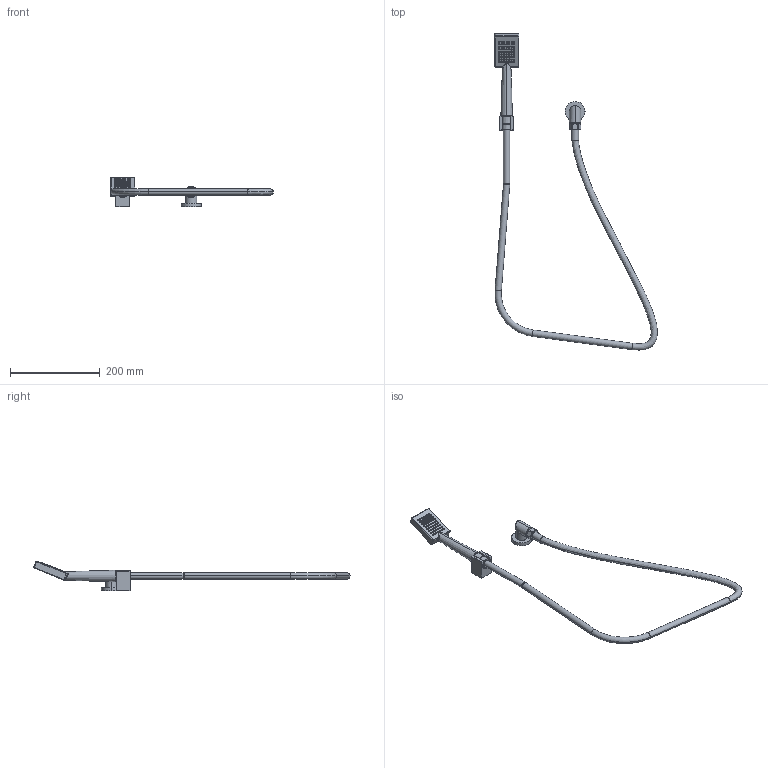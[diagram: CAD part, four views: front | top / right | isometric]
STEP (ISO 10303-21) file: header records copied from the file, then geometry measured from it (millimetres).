
FILE_DESCRIPTION((''),'2;1');
FILE_NAME('280J','2023-02-16T09:31:13',('rsmith'),(''),'CREO PARAMETRIC BY PTC INC, 2019352','CREO PARAMETRIC BY PTC INC, 2019352','');
FILE_SCHEMA(('CONFIG_CONTROL_DESIGN'));
Length unit declared in the file: inch
Products named in the file (1): 280J
Bounding box: 362.56 x 703.57 x 66.04 mm (x, y, z)
Volume: 400651.5 mm3; surface area: 98025.4 mm2
Topology: 3 solids, 3 shells, 676 faces, 1376 edges, 843 vertices
Faces by surface type: cylinder 316, plane 162, cone 136, bspline 22, sphere 20, torus 20
Entity records: 19901 total; most frequent: CARTESIAN_POINT 5106, DIRECTION 3462, ORIENTED_EDGE 2752, AXIS2_PLACEMENT_3D 1484, EDGE_CURVE 1376, VERTEX_POINT 843, CIRCLE 830, EDGE_LOOP 813
